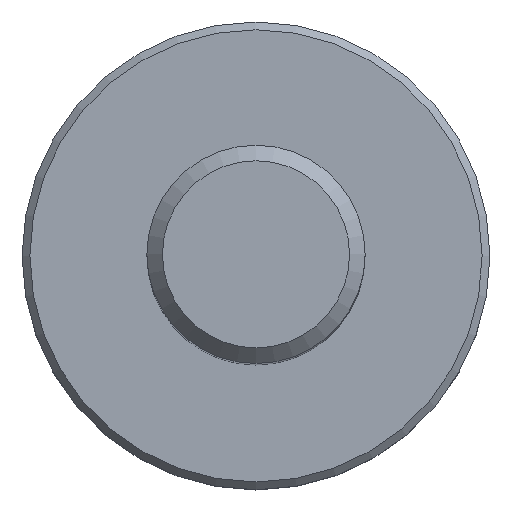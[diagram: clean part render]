
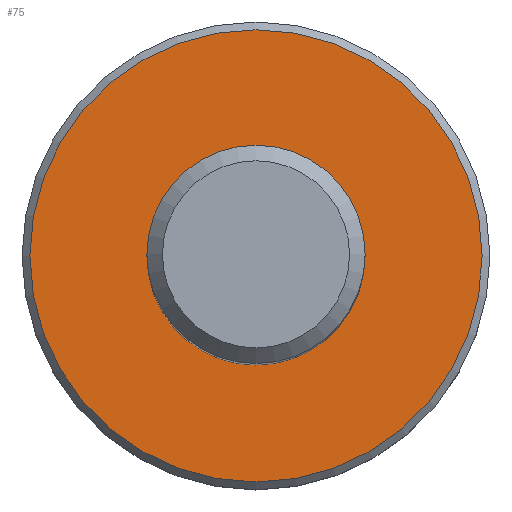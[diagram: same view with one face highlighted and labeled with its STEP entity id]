
A CAD part, top view. The second image highlights one B-rep face of the part: STEP entity #75.
In plain terms, the highlighted planar face has unit normal (0, 0, 1).
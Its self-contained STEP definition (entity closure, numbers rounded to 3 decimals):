
#75 = ADVANCED_FACE( '', ( #84, #85 ), #86, .T. );
#84 = FACE_OUTER_BOUND( '', #106, .T. );
#85 = FACE_BOUND( '', #107, .T. );
#86 = PLANE( '', #108 );
#106 = EDGE_LOOP( '', ( #128 ) );
#107 = EDGE_LOOP( '', ( #129 ) );
#108 = AXIS2_PLACEMENT_3D( '', #130, #131, #132 );
#128 = ORIENTED_EDGE( '', *, *, #166, .T. );
#129 = ORIENTED_EDGE( '', *, *, #167, .F. );
#130 = CARTESIAN_POINT( '', ( 0., 0., 9. ) );
#131 = DIRECTION( '', ( 0., 0., 1. ) );
#132 = DIRECTION( '', ( 1., 0., 0. ) );
#166 = EDGE_CURVE( '', #173, #173, #174, .T. );
#167 = EDGE_CURVE( '', #175, #175, #176, .T. );
#173 = VERTEX_POINT( '', #187 );
#174 = CIRCLE( '', #188, 14.5 );
#175 = VERTEX_POINT( '', #189 );
#176 = CIRCLE( '', #190, 7. );
#187 = CARTESIAN_POINT( '', ( 14.5, 0., 9. ) );
#188 = AXIS2_PLACEMENT_3D( '', #201, #202, #203 );
#189 = CARTESIAN_POINT( '', ( 0., 7., 9. ) );
#190 = AXIS2_PLACEMENT_3D( '', #204, #205, #206 );
#201 = CARTESIAN_POINT( '', ( 0., 0., 9. ) );
#202 = DIRECTION( '', ( 0., 0., 1. ) );
#203 = DIRECTION( '', ( 1., 0., 0. ) );
#204 = CARTESIAN_POINT( '', ( 0., 0., 9. ) );
#205 = DIRECTION( '', ( 0., 0., 1. ) );
#206 = DIRECTION( '', ( 0., 1., 0. ) );
